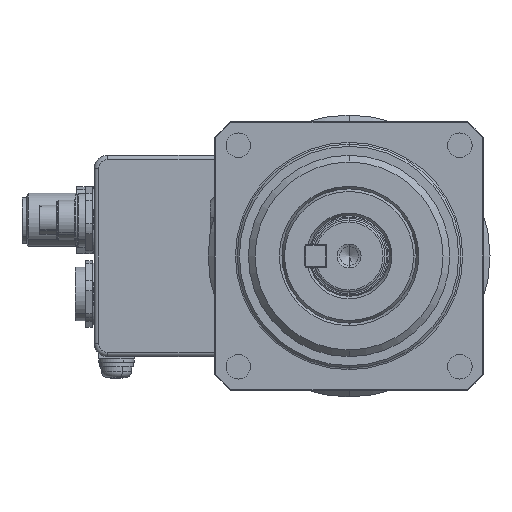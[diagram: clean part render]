
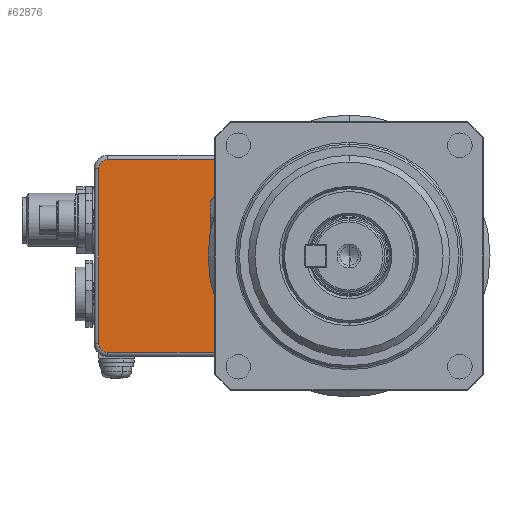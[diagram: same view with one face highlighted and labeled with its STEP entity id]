
A CAD part, left-side view. The second image highlights one B-rep face of the part: STEP entity #62876.
In plain terms, the highlighted planar face has unit normal (-1, 0, 0).
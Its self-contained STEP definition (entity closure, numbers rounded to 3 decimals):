
#2370 = DIRECTION ( 'NONE',  ( 0., 0., -1. ) ) ;
#2490 = DIRECTION ( 'NONE',  ( 0., 0., -1. ) ) ;
#8370 = DIRECTION ( 'NONE',  ( -1., 0., 0. ) ) ;
#8763 = EDGE_CURVE ( 'NONE', #98240, #25205, #16077, .T. ) ;
#9598 = CARTESIAN_POINT ( 'NONE',  ( -47., 82.5, -7. ) ) ;
#10270 = VECTOR ( 'NONE', #26063, 1000. ) ;
#11896 = ORIENTED_EDGE ( 'NONE', *, *, #35588, .F. ) ;
#13508 = DIRECTION ( 'NONE',  ( -1., 0., 0. ) ) ;
#16077 = CIRCLE ( 'NONE', #73406, 2. ) ;
#17925 = LINE ( 'NONE', #65851, #127136 ) ;
#18145 = CARTESIAN_POINT ( 'NONE',  ( -47., 0., 0. ) ) ;
#19017 = DIRECTION ( 'NONE',  ( 0., 0., -1. ) ) ;
#21855 = ORIENTED_EDGE ( 'NONE', *, *, #71639, .T. ) ;
#22757 = CARTESIAN_POINT ( 'NONE',  ( -47., 57.5, -7. ) ) ;
#25205 = VERTEX_POINT ( 'NONE', #55719 ) ;
#26063 = DIRECTION ( 'NONE',  ( 0., 0., -1. ) ) ;
#35588 = EDGE_CURVE ( 'NONE', #125778, #111911, #17925, .T. ) ;
#39821 = DIRECTION ( 'NONE',  ( 1., 0., 0. ) ) ;
#44882 = CARTESIAN_POINT ( 'NONE',  ( -47., 82.5, -9. ) ) ;
#48742 = VERTEX_POINT ( 'NONE', #60790 ) ;
#49503 = PLANE ( 'NONE',  #135978 ) ;
#49673 = CARTESIAN_POINT ( 'NONE',  ( -47., 57.5, -50. ) ) ;
#54829 = LINE ( 'NONE', #106255, #101181 ) ;
#55719 = CARTESIAN_POINT ( 'NONE',  ( -47., 82.5, -50. ) ) ;
#59826 = LINE ( 'NONE', #87532, #10270 ) ;
#60790 = CARTESIAN_POINT ( 'NONE',  ( -47., 84.5, -9. ) ) ;
#62876 = ADVANCED_FACE ( 'NONE', ( #80540 ), #49503, .F. ) ;
#65851 = CARTESIAN_POINT ( 'NONE',  ( -47., 57.5, 0. ) ) ;
#67960 = CARTESIAN_POINT ( 'NONE',  ( -47., 82.5, -7. ) ) ;
#71639 = EDGE_CURVE ( 'NONE', #48742, #98240, #59826, .T. ) ;
#71688 = CARTESIAN_POINT ( 'NONE',  ( -47., 82.5, -48. ) ) ;
#73406 = AXIS2_PLACEMENT_3D ( 'NONE', #71688, #8370, #123050 ) ;
#76391 = VECTOR ( 'NONE', #110524, 1000. ) ;
#77055 = ORIENTED_EDGE ( 'NONE', *, *, #8763, .T. ) ;
#80540 = FACE_OUTER_BOUND ( 'NONE', #106127, .T. ) ;
#82628 = ORIENTED_EDGE ( 'NONE', *, *, #129414, .T. ) ;
#84491 = DIRECTION ( 'NONE',  ( 0., -1., 0. ) ) ;
#86596 = ORIENTED_EDGE ( 'NONE', *, *, #129257, .T. ) ;
#87532 = CARTESIAN_POINT ( 'NONE',  ( -47., 84.5, 0. ) ) ;
#98240 = VERTEX_POINT ( 'NONE', #106227 ) ;
#99576 = LINE ( 'NONE', #67960, #76391 ) ;
#101181 = VECTOR ( 'NONE', #84491, 1000. ) ;
#102956 = ORIENTED_EDGE ( 'NONE', *, *, #137292, .T. ) ;
#106127 = EDGE_LOOP ( 'NONE', ( #77055, #82628, #11896, #86596, #102956, #21855 ) ) ;
#106227 = CARTESIAN_POINT ( 'NONE',  ( -47., 84.5, -48. ) ) ;
#106255 = CARTESIAN_POINT ( 'NONE',  ( -47., 0., -50. ) ) ;
#106775 = CIRCLE ( 'NONE', #128620, 2. ) ;
#110524 = DIRECTION ( 'NONE',  ( 0., 1., 0. ) ) ;
#111911 = VERTEX_POINT ( 'NONE', #49673 ) ;
#121203 = VERTEX_POINT ( 'NONE', #9598 ) ;
#123050 = DIRECTION ( 'NONE',  ( 0., 0., -1. ) ) ;
#125778 = VERTEX_POINT ( 'NONE', #22757 ) ;
#127136 = VECTOR ( 'NONE', #2490, 1000. ) ;
#128620 = AXIS2_PLACEMENT_3D ( 'NONE', #44882, #13508, #2370 ) ;
#129257 = EDGE_CURVE ( 'NONE', #125778, #121203, #99576, .T. ) ;
#129414 = EDGE_CURVE ( 'NONE', #25205, #111911, #54829, .T. ) ;
#135978 = AXIS2_PLACEMENT_3D ( 'NONE', #18145, #39821, #19017 ) ;
#137292 = EDGE_CURVE ( 'NONE', #121203, #48742, #106775, .T. ) ;
